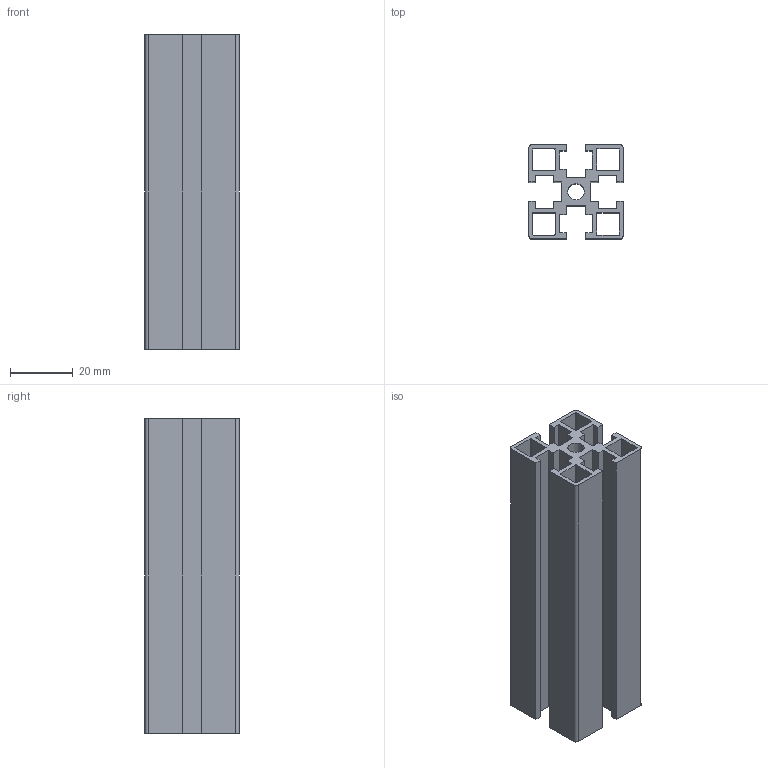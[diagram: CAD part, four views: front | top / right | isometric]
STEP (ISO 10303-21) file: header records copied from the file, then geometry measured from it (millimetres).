
FILE_DESCRIPTION (( 'STEP AP203' ), '1' );
FILE_NAME ('JL-6-3030GL.STEP', '2019-07-23T05:54:31', ( 'admin' ), ( '' ), 'SwSTEP 2.0', 'SolidWorks 2017', '' );
FILE_SCHEMA (( 'CONFIG_CONTROL_DESIGN' ));
Length unit declared in the file: millimetre
Products named in the file (1): JL-6-3030GL
Bounding box: 30 x 30 x 100 mm (x, y, z)
Volume: 31132.6 mm3; surface area: 37374 mm2
Topology: 1 solids, 1 shells, 241 faces, 690 edges, 460 vertices
Faces by surface type: plane 196, bspline 28, cylinder 17
Entity records: 8747 total; most frequent: CARTESIAN_POINT 2500, ORIENTED_EDGE 1380, DIRECTION 1096, EDGE_CURVE 690, VECTOR 600, LINE 600, VERTEX_POINT 460, EDGE_LOOP 260
